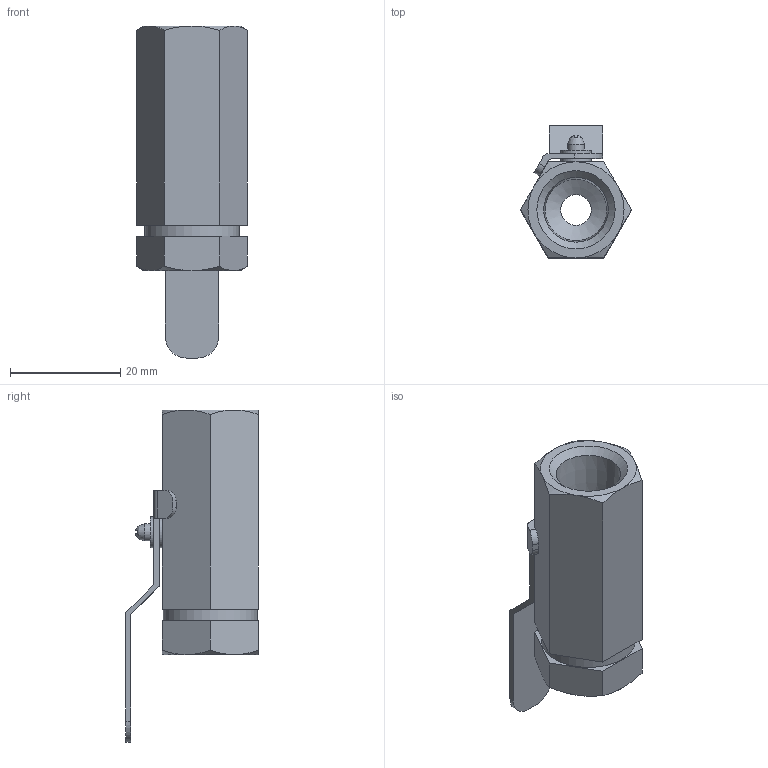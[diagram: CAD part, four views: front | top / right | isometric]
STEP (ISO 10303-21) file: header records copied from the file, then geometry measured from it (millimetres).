
FILE_DESCRIPTION(/* description */ ('Female Pipe Ends, Mini Ball Valve'),/* implementation_level */ '2;1');
FILE_NAME(/* name */ 'Pneumatics_Parker_MV709-2.ipt.step',/* time_stamp */ '2015-01-02T19:28:08-08:00',/* author */ ('Autodesk Inc.'),/* organization */ ('Autodesk Inc.'),/* preprocessor_version */ 'ST-DEVELOPER v15.6',/* originating_system */ 'Autodesk Inventor 2015',/* authorisation */ '');
FILE_SCHEMA (('AUTOMOTIVE_DESIGN { 1 0 10303 214 3 1 1 }'));
Length unit declared in the file: inch
Products named in the file (1): Pneumatics_Parker_MV709-2
Bounding box: 20.16 x 24.07 x 60.33 mm (x, y, z)
Volume: 8632.3 mm3; surface area: 5452.3 mm2
Topology: 1 solids, 1 shells, 102 faces, 260 edges, 168 vertices
Faces by surface type: plane 56, cylinder 27, cone 18, bspline 1
Full cylindrical faces by diameter (mm): 3.048 x1, 5.588 x3, 11.199 x2, 17.116 x1
Entity records: 3067 total; most frequent: CARTESIAN_POINT 642, DIRECTION 491, ORIENTED_EDGE 486, EDGE_CURVE 243, AXIS2_PLACEMENT_3D 179, VERTEX_POINT 164, LINE 133, VECTOR 133
